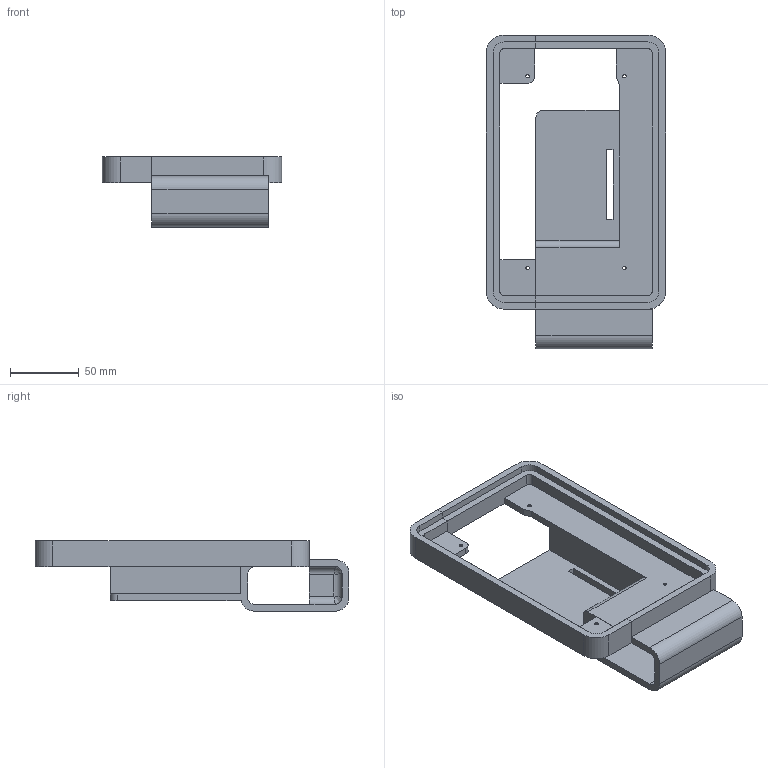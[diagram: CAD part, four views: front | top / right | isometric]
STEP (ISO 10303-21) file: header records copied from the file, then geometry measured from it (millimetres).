
FILE_DESCRIPTION(/* description */ ('STEP AP242','CAx-IF Rec.Pracs.---Representation and Presentation of Product Manufacturing Information (PMI)---4.0---2014-10-13','CAx-IF Rec.Pracs.---3D Tessellated Geometry---0.4---2014-09-14','2;1'),/* implementation_level */ '2;1');
FILE_NAME(/* name */ '682d0e24e67b445e753696fa',/* time_stamp */ '2025-05-20T23:20:04Z',/* author */ (''),/* organization */ (''),/* preprocessor_version */ 'ST-DEVELOPER v20',/* originating_system */ 'ONSHAPE BY PTC INC, 1.198',/* authorisation */ ' ');
FILE_SCHEMA (('AP242_MANAGED_MODEL_BASED_3D_ENGINEERING_MIM_LF { 1 0 10303 442 1 1 4 }'));
Length unit declared in the file: metre
Products named in the file (2): casetop
Bounding box: 131 x 229 x 51.25 mm (x, y, z)
Volume: 237652.5 mm3; surface area: 91385.5 mm2
Topology: 2 solids, 2 shells, 98 faces, 266 edges, 172 vertices
Faces by surface type: plane 60, cylinder 35, bspline 3
Full cylindrical faces by diameter (mm): 2.5 x4, 5 x4
Entity records: 3154 total; most frequent: CARTESIAN_POINT 605, DIRECTION 519, ORIENTED_EDGE 510, EDGE_CURVE 255, LINE 185, VECTOR 185, VERTEX_POINT 172, AXIS2_PLACEMENT_3D 167
